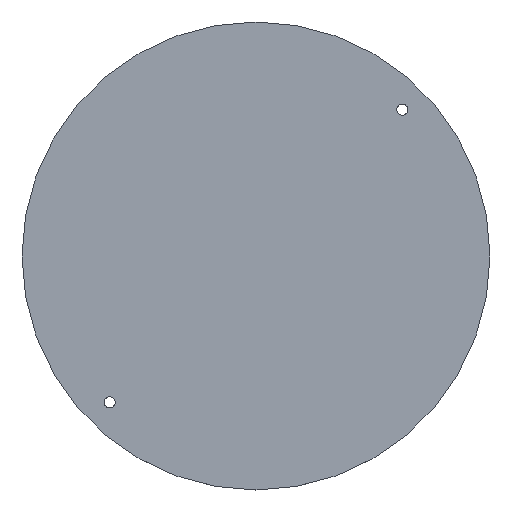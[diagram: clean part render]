
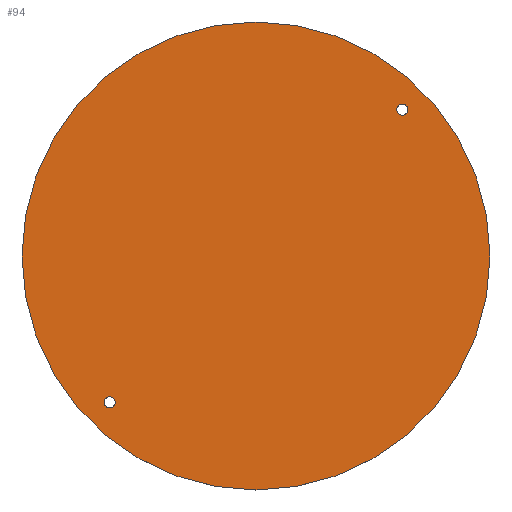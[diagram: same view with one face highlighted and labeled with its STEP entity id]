
A CAD part, top view. The second image highlights one B-rep face of the part: STEP entity #94.
In plain terms, the highlighted planar face has unit normal (0, 0, 1).
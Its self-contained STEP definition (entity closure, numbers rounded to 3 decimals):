
#23=FACE_BOUND('',#38,.T.);
#24=FACE_BOUND('',#39,.T.);
#27=PLANE('',#121);
#32=FACE_OUTER_BOUND('',#37,.T.);
#37=EDGE_LOOP('',(#82));
#38=EDGE_LOOP('',(#83));
#39=EDGE_LOOP('',(#84));
#49=CIRCLE('',#113,1.1);
#51=CIRCLE('',#116,1.1);
#53=CIRCLE('',#119,46.35);
#55=VERTEX_POINT('',#164);
#57=VERTEX_POINT('',#170);
#59=VERTEX_POINT('',#176);
#61=EDGE_CURVE('',#55,#55,#49,.T.);
#64=EDGE_CURVE('',#57,#57,#51,.T.);
#67=EDGE_CURVE('',#59,#59,#53,.T.);
#82=ORIENTED_EDGE('',*,*,#67,.T.);
#83=ORIENTED_EDGE('',*,*,#64,.T.);
#84=ORIENTED_EDGE('',*,*,#61,.T.);
#94=ADVANCED_FACE('',(#32,#23,#24),#27,.T.);
#113=AXIS2_PLACEMENT_3D('',#165,#133,#134);
#116=AXIS2_PLACEMENT_3D('',#171,#140,#141);
#119=AXIS2_PLACEMENT_3D('',#177,#147,#148);
#121=AXIS2_PLACEMENT_3D('',#181,#152,#153);
#133=DIRECTION('center_axis',(0.,0.,-1.));
#134=DIRECTION('ref_axis',(1.,0.,0.));
#140=DIRECTION('center_axis',(0.,0.,-1.));
#141=DIRECTION('ref_axis',(1.,0.,0.));
#147=DIRECTION('center_axis',(0.,0.,1.));
#148=DIRECTION('ref_axis',(1.,0.,0.));
#152=DIRECTION('center_axis',(0.,0.,1.));
#153=DIRECTION('ref_axis',(1.,0.,0.));
#164=CARTESIAN_POINT('',(27.891,-231.009,1037.));
#165=CARTESIAN_POINT('Origin',(28.991,-231.009,1037.));
#170=CARTESIAN_POINT('',(-30.091,-288.991,1037.));
#171=CARTESIAN_POINT('Origin',(-28.991,-288.991,1037.));
#176=CARTESIAN_POINT('',(-46.35,-260.,1037.));
#177=CARTESIAN_POINT('Origin',(0.,-260.,1037.));
#181=CARTESIAN_POINT('Origin',(0.,-260.,1037.));
